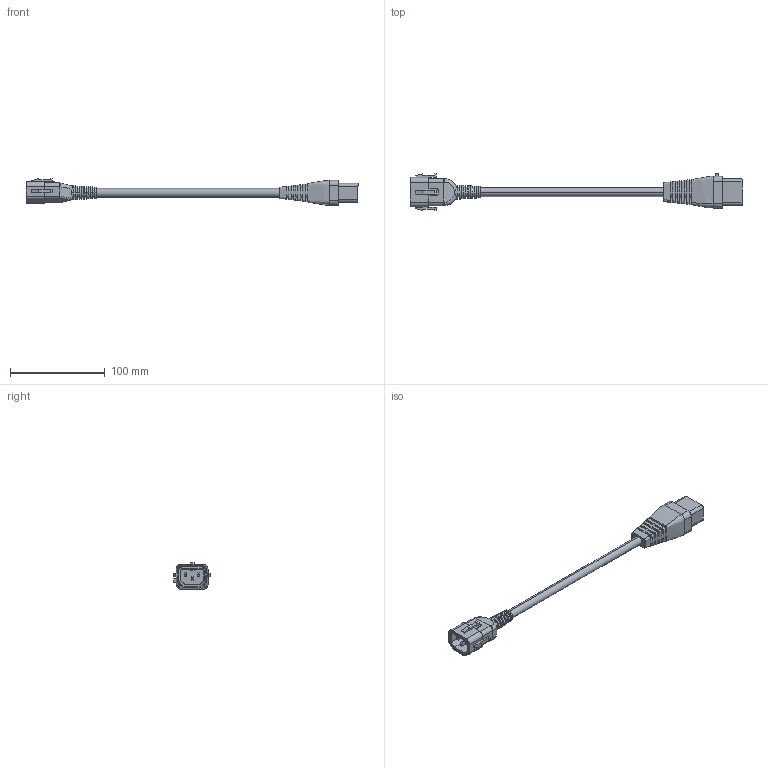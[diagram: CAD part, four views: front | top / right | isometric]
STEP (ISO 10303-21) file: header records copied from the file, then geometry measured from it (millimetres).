
FILE_DESCRIPTION (( 'STEP AP203' ), '1' );
FILE_NAME ('C14LC19L-15_3D.STEP', '2022-09-22T15:34:23', ( '' ), ( '' ), 'SwSTEP 2.0', 'SolidWorks 2021', '' );
FILE_SCHEMA (( 'CONFIG_CONTROL_DESIGN' ));
Length unit declared in the file: inch
Products named in the file (4): EN60320 C14 DUAL-LOCKING; C14LC19L-15_3D; EN60320-C19 LOCKING PWR PLUG; SJT14AWG3X_CORDAGE
Assembly tree (3 placements, depth 2):
  C14LC19L-15_3D
    EN60320 C14 DUAL-LOCKING
    EN60320-C19 LOCKING PWR PLUG
    SJT14AWG3X_CORDAGE
Bounding box: 350.9 x 39.08 x 28.06 mm (x, y, z)
Volume: 80627.9 mm3; surface area: 35475.6 mm2
Topology: 4 solids, 4 shells, 400 faces, 1038 edges, 676 vertices
Faces by surface type: plane 298, cylinder 87, bspline 9, cone 2, torus 2, sphere 2
Entity records: 14589 total; most frequent: CARTESIAN_POINT 4517, ORIENTED_EDGE 2076, DIRECTION 1889, EDGE_CURVE 1038, VECTOR 693, LINE 693, VERTEX_POINT 676, AXIS2_PLACEMENT_3D 598
